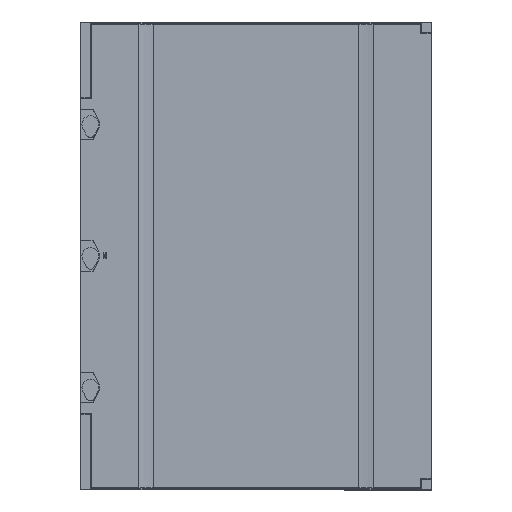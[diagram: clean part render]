
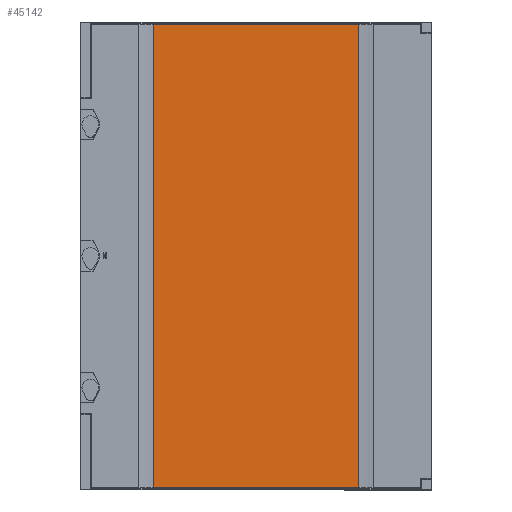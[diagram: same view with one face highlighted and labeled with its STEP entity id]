
A CAD part, top view. The second image highlights one B-rep face of the part: STEP entity #45142.
In plain terms, the highlighted planar face has unit normal (0, 0, 1).
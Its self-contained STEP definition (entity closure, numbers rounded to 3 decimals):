
#2332 = LINE ( 'NONE', #104584, #60387 ) ;
#4973 = CARTESIAN_POINT ( 'NONE',  ( 475.587, -4.15, 258. ) ) ;
#6911 = VECTOR ( 'NONE', #38239, 1000. ) ;
#10407 = EDGE_CURVE ( 'NONE', #44648, #82818, #2332, .T. ) ;
#11349 = LINE ( 'NONE', #86023, #17313 ) ;
#12249 = DIRECTION ( 'NONE',  ( 0., 1., 0. ) ) ;
#13372 = EDGE_CURVE ( 'NONE', #51344, #38778, #87159, .T. ) ;
#14561 = CARTESIAN_POINT ( 'NONE',  ( 300., -400., 258. ) ) ;
#17234 = CARTESIAN_POINT ( 'NONE',  ( 124.413, -4.15, 258. ) ) ;
#17313 = VECTOR ( 'NONE', #43130, 1000. ) ;
#17492 = AXIS2_PLACEMENT_3D ( 'NONE', #14561, #25561, #32304 ) ;
#25561 = DIRECTION ( 'NONE',  ( 0., 0., 1. ) ) ;
#26048 = EDGE_LOOP ( 'NONE', ( #111906, #84193, #34392, #120187 ) ) ;
#32304 = DIRECTION ( 'NONE',  ( -1., 0., 0. ) ) ;
#34392 = ORIENTED_EDGE ( 'NONE', *, *, #99751, .T. ) ;
#38239 = DIRECTION ( 'NONE',  ( -1., 0., 0. ) ) ;
#38778 = VERTEX_POINT ( 'NONE', #17234 ) ;
#39557 = CARTESIAN_POINT ( 'NONE',  ( 124.413, -795.85, 258. ) ) ;
#43130 = DIRECTION ( 'NONE',  ( 0., -1., 0. ) ) ;
#43595 = CARTESIAN_POINT ( 'NONE',  ( 475.587, -795.85, 258. ) ) ;
#44648 = VERTEX_POINT ( 'NONE', #43595 ) ;
#45142 = ADVANCED_FACE ( 'NONE', ( #107597 ), #70247, .T. ) ;
#48845 = DIRECTION ( 'NONE',  ( -1., 0., 0. ) ) ;
#51344 = VERTEX_POINT ( 'NONE', #55791 ) ;
#55791 = CARTESIAN_POINT ( 'NONE',  ( 475.587, -4.15, 258. ) ) ;
#60387 = VECTOR ( 'NONE', #48845, 1000. ) ;
#70247 = PLANE ( 'NONE',  #17492 ) ;
#82818 = VERTEX_POINT ( 'NONE', #39557 ) ;
#84193 = ORIENTED_EDGE ( 'NONE', *, *, #10407, .F. ) ;
#86023 = CARTESIAN_POINT ( 'NONE',  ( 124.413, -800., 258. ) ) ;
#86909 = CARTESIAN_POINT ( 'NONE',  ( 475.587, 0., 258. ) ) ;
#87159 = LINE ( 'NONE', #4973, #6911 ) ;
#96115 = LINE ( 'NONE', #86909, #115770 ) ;
#99751 = EDGE_CURVE ( 'NONE', #44648, #51344, #96115, .T. ) ;
#104584 = CARTESIAN_POINT ( 'NONE',  ( 475.587, -795.85, 258. ) ) ;
#107597 = FACE_OUTER_BOUND ( 'NONE', #26048, .T. ) ;
#109376 = EDGE_CURVE ( 'NONE', #38778, #82818, #11349, .T. ) ;
#111906 = ORIENTED_EDGE ( 'NONE', *, *, #109376, .T. ) ;
#115770 = VECTOR ( 'NONE', #12249, 1000. ) ;
#120187 = ORIENTED_EDGE ( 'NONE', *, *, #13372, .T. ) ;
